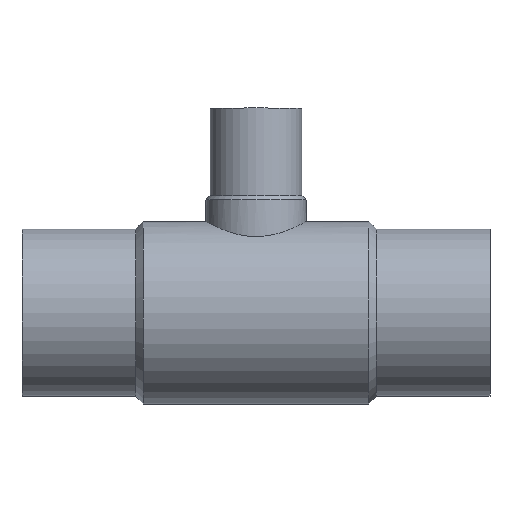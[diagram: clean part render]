
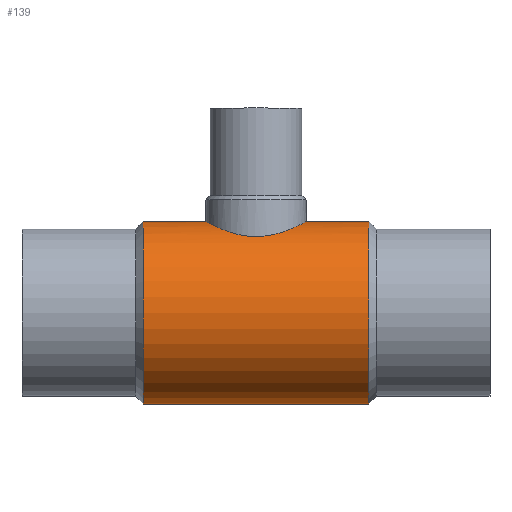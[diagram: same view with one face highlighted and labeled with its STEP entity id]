
A CAD part, top view. The second image highlights one B-rep face of the part: STEP entity #139.
In plain terms, the highlighted cylindrical face has radius 109.1 mm (diameter 218.2 mm), a partial arc.
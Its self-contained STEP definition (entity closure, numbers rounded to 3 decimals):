
#129 = VERTEX_POINT( '', #355 );
#139 = ADVANCED_FACE( '', ( #367 ), #368, .T. );
#149 = EDGE_CURVE( '', #195, #211, #379, .T. );
#173 = EDGE_CURVE( '', #189, #129, #405, .T. );
#187 = EDGE_CURVE( '', #211, #233, #420, .T. );
#189 = VERTEX_POINT( '', #422 );
#195 = VERTEX_POINT( '', #428 );
#211 = VERTEX_POINT( '', #447 );
#233 = VERTEX_POINT( '', #472 );
#241 = EDGE_CURVE( '', #233, #275, #480, .T. );
#269 = EDGE_CURVE( '', #189, #275, #513, .T. );
#275 = VERTEX_POINT( '', #522 );
#307 = EDGE_CURVE( '', #129, #195, #556, .T. );
#355 = CARTESIAN_POINT( '', ( -145.1, -109.1, 0. ) );
#367 = FACE_OUTER_BOUND( '', #610, .T. );
#368 = CYLINDRICAL_SURFACE( '', #611, 109.1 );
#379 = LINE( '', #626, #627 );
#405 = LINE( '', #660, #661 );
#420 = B_SPLINE_CURVE_WITH_KNOTS( '', 3, ( #680, #681, #682, #683, #684, #685, #686, #687, #688, #689, #690, #691, #692, #693, #694, #695, #696, #697, #698, #699, #700, #701, #702, #703, #704, #705, #706, #707, #708, #709, #710, #711, #712, #713, #714, #715, #716, #717, #718, #719, #720, #721, #722, #723, #724, #725, #726, #727, #728, #729, #730, #731, #732, #733, #734, #735, #736, #737, #738, #739, #740, #741, #742, #743, #744, #745 ), .UNSPECIFIED., .F., .F., ( 4, 2, 2, 2, 2, 2, 2, 2, 2, 2, 2, 2, 2, 2, 2, 2, 2, 2, 2, 2, 2, 2, 2, 2, 2, 2, 2, 2, 2, 2, 2, 2, 4 ), ( 92.717, 98.5, 104.282, 110.065, 115.847, 121.63, 127.412, 133.194, 138.977, 144.784, 150.591, 156.398, 162.206, 168.013, 173.82, 179.627, 185.434, 191.241, 197.048, 202.855, 208.663, 214.47, 220.277, 226.084, 231.891, 237.674, 243.456, 249.239, 255.021, 260.804, 266.586, 272.369, 278.151 ), .UNSPECIFIED. );
#422 = CARTESIAN_POINT( '', ( -414.9, -109.1, 0. ) );
#428 = CARTESIAN_POINT( '', ( -145.1, 109.1, 0. ) );
#447 = CARTESIAN_POINT( '', ( -220., 109.1, 0. ) );
#472 = CARTESIAN_POINT( '', ( -340., 109.1, 0. ) );
#480 = LINE( '', #857, #858 );
#513 = CIRCLE( '', #1032, 109.1 );
#522 = CARTESIAN_POINT( '', ( -414.9, 109.1, 0. ) );
#556 = CIRCLE( '', #1121, 109.1 );
#610 = EDGE_LOOP( '', ( #1185, #1186, #1187, #1188, #1189, #1190 ) );
#611 = AXIS2_PLACEMENT_3D( '', #1191, #1192, #1193 );
#626 = CARTESIAN_POINT( '', ( -280., 109.1, 0. ) );
#627 = VECTOR( '', #1208, 1. );
#660 = CARTESIAN_POINT( '', ( -280., -109.1, 0. ) );
#661 = VECTOR( '', #1225, 1. );
#680 = CARTESIAN_POINT( '', ( -220., 109.1, 0. ) );
#681 = CARTESIAN_POINT( '', ( -220., 109.1, 1.927 ) );
#682 = CARTESIAN_POINT( '', ( -220.093, 109.049, 3.882 ) );
#683 = CARTESIAN_POINT( '', ( -220.477, 108.838, 7.804 ) );
#684 = CARTESIAN_POINT( '', ( -220.768, 108.679, 9.773 ) );
#685 = CARTESIAN_POINT( '', ( -221.548, 108.256, 13.686 ) );
#686 = CARTESIAN_POINT( '', ( -222.037, 107.992, 15.632 ) );
#687 = CARTESIAN_POINT( '', ( -223.21, 107.367, 19.465 ) );
#688 = CARTESIAN_POINT( '', ( -223.892, 107.007, 21.352 ) );
#689 = CARTESIAN_POINT( '', ( -225.437, 106.205, 25.037 ) );
#690 = CARTESIAN_POINT( '', ( -226.3, 105.763, 26.837 ) );
#691 = CARTESIAN_POINT( '', ( -228.188, 104.817, 30.322 ) );
#692 = CARTESIAN_POINT( '', ( -229.213, 104.313, 32.008 ) );
#693 = CARTESIAN_POINT( '', ( -231.401, 103.265, 35.241 ) );
#694 = CARTESIAN_POINT( '', ( -232.564, 102.722, 36.789 ) );
#695 = CARTESIAN_POINT( '', ( -234.997, 101.621, 39.729 ) );
#696 = CARTESIAN_POINT( '', ( -236.268, 101.064, 41.12 ) );
#697 = CARTESIAN_POINT( '', ( -238.885, 99.959, 43.738 ) );
#698 = CARTESIAN_POINT( '', ( -240.281, 99.391, 45.012 ) );
#699 = CARTESIAN_POINT( '', ( -243.226, 98.251, 47.448 ) );
#700 = CARTESIAN_POINT( '', ( -244.775, 97.68, 48.611 ) );
#701 = CARTESIAN_POINT( '', ( -248.007, 96.561, 50.796 ) );
#702 = CARTESIAN_POINT( '', ( -249.691, 96.014, 51.82 ) );
#703 = CARTESIAN_POINT( '', ( -253.17, 94.973, 53.704 ) );
#704 = CARTESIAN_POINT( '', ( -254.966, 94.479, 54.564 ) );
#705 = CARTESIAN_POINT( '', ( -258.643, 93.572, 56.106 ) );
#706 = CARTESIAN_POINT( '', ( -260.526, 93.159, 56.787 ) );
#707 = CARTESIAN_POINT( '', ( -264.352, 92.434, 57.958 ) );
#708 = CARTESIAN_POINT( '', ( -266.295, 92.124, 58.448 ) );
#709 = CARTESIAN_POINT( '', ( -270.207, 91.624, 59.229 ) );
#710 = CARTESIAN_POINT( '', ( -272.176, 91.434, 59.52 ) );
#711 = CARTESIAN_POINT( '', ( -276.105, 91.182, 59.906 ) );
#712 = CARTESIAN_POINT( '', ( -278.064, 91.12, 60. ) );
#713 = CARTESIAN_POINT( '', ( -281.936, 91.12, 60. ) );
#714 = CARTESIAN_POINT( '', ( -283.895, 91.182, 59.906 ) );
#715 = CARTESIAN_POINT( '', ( -287.824, 91.434, 59.52 ) );
#716 = CARTESIAN_POINT( '', ( -289.793, 91.624, 59.229 ) );
#717 = CARTESIAN_POINT( '', ( -293.705, 92.124, 58.448 ) );
#718 = CARTESIAN_POINT( '', ( -295.648, 92.434, 57.958 ) );
#719 = CARTESIAN_POINT( '', ( -299.474, 93.159, 56.787 ) );
#720 = CARTESIAN_POINT( '', ( -301.357, 93.572, 56.106 ) );
#721 = CARTESIAN_POINT( '', ( -305.034, 94.479, 54.564 ) );
#722 = CARTESIAN_POINT( '', ( -306.83, 94.973, 53.704 ) );
#723 = CARTESIAN_POINT( '', ( -310.309, 96.014, 51.82 ) );
#724 = CARTESIAN_POINT( '', ( -311.993, 96.561, 50.796 ) );
#725 = CARTESIAN_POINT( '', ( -315.225, 97.68, 48.611 ) );
#726 = CARTESIAN_POINT( '', ( -316.774, 98.251, 47.448 ) );
#727 = CARTESIAN_POINT( '', ( -319.719, 99.391, 45.012 ) );
#728 = CARTESIAN_POINT( '', ( -321.115, 99.959, 43.738 ) );
#729 = CARTESIAN_POINT( '', ( -323.732, 101.064, 41.12 ) );
#730 = CARTESIAN_POINT( '', ( -325.003, 101.621, 39.729 ) );
#731 = CARTESIAN_POINT( '', ( -327.436, 102.722, 36.789 ) );
#732 = CARTESIAN_POINT( '', ( -328.599, 103.265, 35.241 ) );
#733 = CARTESIAN_POINT( '', ( -330.787, 104.313, 32.008 ) );
#734 = CARTESIAN_POINT( '', ( -331.812, 104.817, 30.322 ) );
#735 = CARTESIAN_POINT( '', ( -333.7, 105.763, 26.837 ) );
#736 = CARTESIAN_POINT( '', ( -334.563, 106.205, 25.037 ) );
#737 = CARTESIAN_POINT( '', ( -336.108, 107.007, 21.352 ) );
#738 = CARTESIAN_POINT( '', ( -336.79, 107.367, 19.465 ) );
#739 = CARTESIAN_POINT( '', ( -337.963, 107.992, 15.632 ) );
#740 = CARTESIAN_POINT( '', ( -338.452, 108.256, 13.686 ) );
#741 = CARTESIAN_POINT( '', ( -339.232, 108.679, 9.773 ) );
#742 = CARTESIAN_POINT( '', ( -339.523, 108.838, 7.804 ) );
#743 = CARTESIAN_POINT( '', ( -339.907, 109.049, 3.882 ) );
#744 = CARTESIAN_POINT( '', ( -340., 109.1, 1.927 ) );
#745 = CARTESIAN_POINT( '', ( -340., 109.1, 0. ) );
#857 = CARTESIAN_POINT( '', ( -280., 109.1, 0. ) );
#858 = VECTOR( '', #1300, 1. );
#1032 = AXIS2_PLACEMENT_3D( '', #1344, #1345, #1346 );
#1121 = AXIS2_PLACEMENT_3D( '', #1398, #1399, #1400 );
#1185 = ORIENTED_EDGE( '', *, *, #149, .T. );
#1186 = ORIENTED_EDGE( '', *, *, #187, .T. );
#1187 = ORIENTED_EDGE( '', *, *, #241, .T. );
#1188 = ORIENTED_EDGE( '', *, *, #269, .F. );
#1189 = ORIENTED_EDGE( '', *, *, #173, .T. );
#1190 = ORIENTED_EDGE( '', *, *, #307, .T. );
#1191 = CARTESIAN_POINT( '', ( -280., 0., 0. ) );
#1192 = DIRECTION( '', ( 1., 0., 0. ) );
#1193 = DIRECTION( '', ( 0., 1., 0. ) );
#1208 = DIRECTION( '', ( -1., 0., 0. ) );
#1225 = DIRECTION( '', ( 1., 0., 0. ) );
#1300 = DIRECTION( '', ( -1., 0., 0. ) );
#1344 = CARTESIAN_POINT( '', ( -414.9, 0., 0. ) );
#1345 = DIRECTION( '', ( -1., 0., 0. ) );
#1346 = DIRECTION( '', ( 0., 1., 0. ) );
#1398 = CARTESIAN_POINT( '', ( -145.1, 0., 0. ) );
#1399 = DIRECTION( '', ( -1., 0., 0. ) );
#1400 = DIRECTION( '', ( 0., 1., 0. ) );
